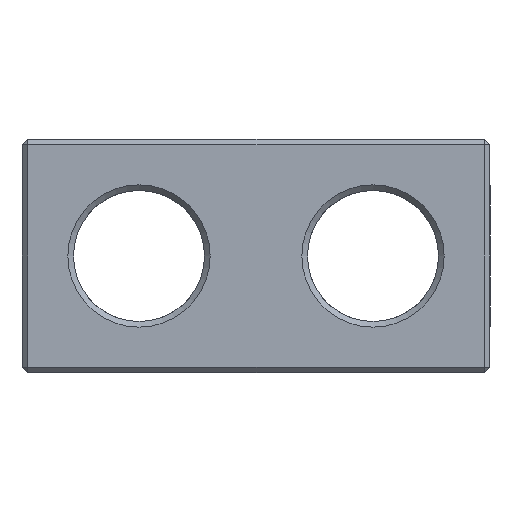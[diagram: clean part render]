
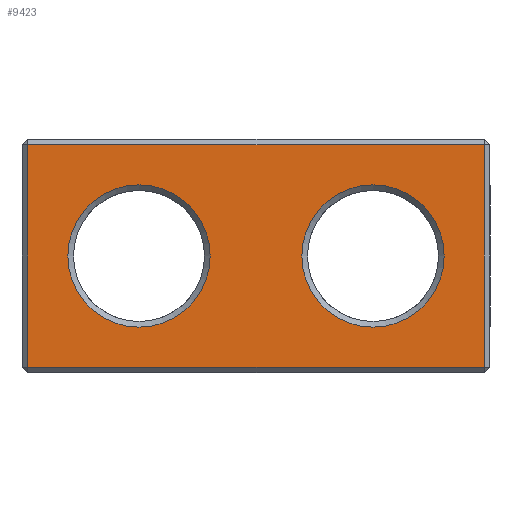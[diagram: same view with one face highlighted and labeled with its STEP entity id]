
A CAD part, left-side view. The second image highlights one B-rep face of the part: STEP entity #9423.
In plain terms, the highlighted planar face has unit normal (-1, 0, 0).
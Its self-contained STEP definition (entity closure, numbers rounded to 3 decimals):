
#1075 = PLANE('',#1076);
#1076 = AXIS2_PLACEMENT_3D('',#1077,#1078,#1079);
#1077 = CARTESIAN_POINT('',(-56.1,18.75,0.15));
#1078 = DIRECTION('',(-0.707,0.,
    -0.707));
#1079 = DIRECTION('',(0.,1.,0.));
#4578 = CONICAL_SURFACE('',#4579,3.5,0.785);
#4579 = AXIS2_PLACEMENT_3D('',#4580,#4581,#4582);
#4580 = CARTESIAN_POINT('',(-55.95,0.,6.25));
#4581 = DIRECTION('',(-1.,-0.,-0.));
#4582 = DIRECTION('',(0.,0.,1.));
#5459 = VERTEX_POINT('',#5460);
#5460 = CARTESIAN_POINT('',(-56.25,18.45,0.3));
#5481 = EDGE_CURVE('',#5459,#5482,#5484,.T.);
#5482 = VERTEX_POINT('',#5483);
#5483 = CARTESIAN_POINT('',(-56.25,-5.95,0.3));
#5484 = SURFACE_CURVE('',#5485,(#5489,#5496),.PCURVE_S1.);
#5485 = LINE('',#5486,#5487);
#5486 = CARTESIAN_POINT('',(-56.25,18.75,0.3));
#5487 = VECTOR('',#5488,1.);
#5488 = DIRECTION('',(0.,-1.,0.));
#5489 = PCURVE('',#1075,#5490);
#5490 = DEFINITIONAL_REPRESENTATION('',(#5491),#5495);
#5491 = LINE('',#5492,#5493);
#5492 = CARTESIAN_POINT('',(-0.,-0.212));
#5493 = VECTOR('',#5494,1.);
#5494 = DIRECTION('',(-1.,0.));
#5495 = ( GEOMETRIC_REPRESENTATION_CONTEXT(2) 
PARAMETRIC_REPRESENTATION_CONTEXT() REPRESENTATION_CONTEXT('2D SPACE',''
  ) );
#5496 = PCURVE('',#5497,#5502);
#5497 = PLANE('',#5498);
#5498 = AXIS2_PLACEMENT_3D('',#5499,#5500,#5501);
#5499 = CARTESIAN_POINT('',(-56.25,18.75,0.));
#5500 = DIRECTION('',(1.,0.,0.));
#5501 = DIRECTION('',(0.,-1.,0.));
#5502 = DEFINITIONAL_REPRESENTATION('',(#5503),#5507);
#5503 = LINE('',#5504,#5505);
#5504 = CARTESIAN_POINT('',(0.,-0.3));
#5505 = VECTOR('',#5506,1.);
#5506 = DIRECTION('',(1.,0.));
#5507 = ( GEOMETRIC_REPRESENTATION_CONTEXT(2) 
PARAMETRIC_REPRESENTATION_CONTEXT() REPRESENTATION_CONTEXT('2D SPACE',''
  ) );
#7910 = CONICAL_SURFACE('',#7911,3.5,0.785);
#7911 = AXIS2_PLACEMENT_3D('',#7912,#7913,#7914);
#7912 = CARTESIAN_POINT('',(-55.95,12.5,6.25));
#7913 = DIRECTION('',(-1.,-0.,0.));
#7914 = DIRECTION('',(0.,0.,1.));
#8244 = VERTEX_POINT('',#8245);
#8245 = CARTESIAN_POINT('',(-56.25,0.,10.05)
  );
#8266 = EDGE_CURVE('',#8244,#8244,#8267,.T.);
#8267 = SURFACE_CURVE('',#8268,(#8273,#8280),.PCURVE_S1.);
#8268 = CIRCLE('',#8269,3.8);
#8269 = AXIS2_PLACEMENT_3D('',#8270,#8271,#8272);
#8270 = CARTESIAN_POINT('',(-56.25,0.,6.25));
#8271 = DIRECTION('',(-1.,0.,0.));
#8272 = DIRECTION('',(0.,0.,1.));
#8273 = PCURVE('',#4578,#8274);
#8274 = DEFINITIONAL_REPRESENTATION('',(#8275),#8279);
#8275 = LINE('',#8276,#8277);
#8276 = CARTESIAN_POINT('',(0.,0.3));
#8277 = VECTOR('',#8278,1.);
#8278 = DIRECTION('',(1.,0.));
#8279 = ( GEOMETRIC_REPRESENTATION_CONTEXT(2) 
PARAMETRIC_REPRESENTATION_CONTEXT() REPRESENTATION_CONTEXT('2D SPACE',''
  ) );
#8280 = PCURVE('',#5497,#8281);
#8281 = DEFINITIONAL_REPRESENTATION('',(#8282),#8290);
#8282 = ( BOUNDED_CURVE() B_SPLINE_CURVE(2,(#8283,#8284,#8285,#8286,
#8287,#8288,#8289),.UNSPECIFIED.,.T.,.F.) B_SPLINE_CURVE_WITH_KNOTS((1,2
    ,2,2,2,1),(-2.094,0.,2.094,4.189,
6.283,8.378),.UNSPECIFIED.) CURVE() 
GEOMETRIC_REPRESENTATION_ITEM() RATIONAL_B_SPLINE_CURVE((1.,0.5,1.,0.5,
1.,0.5,1.)) REPRESENTATION_ITEM('') );
#8283 = CARTESIAN_POINT('',(18.75,-10.05));
#8284 = CARTESIAN_POINT('',(12.168,-10.05));
#8285 = CARTESIAN_POINT('',(15.459,-4.35));
#8286 = CARTESIAN_POINT('',(18.75,1.35));
#8287 = CARTESIAN_POINT('',(22.041,-4.35));
#8288 = CARTESIAN_POINT('',(25.332,-10.05));
#8289 = CARTESIAN_POINT('',(18.75,-10.05));
#8290 = ( GEOMETRIC_REPRESENTATION_CONTEXT(2) 
PARAMETRIC_REPRESENTATION_CONTEXT() REPRESENTATION_CONTEXT('2D SPACE',''
  ) );
#8425 = PLANE('',#8426);
#8426 = AXIS2_PLACEMENT_3D('',#8427,#8428,#8429);
#8427 = CARTESIAN_POINT('',(-56.1,18.6,0.));
#8428 = DIRECTION('',(-0.707,0.707,0.)
  );
#8429 = DIRECTION('',(0.,0.,-1.));
#9214 = PLANE('',#9215);
#9215 = AXIS2_PLACEMENT_3D('',#9216,#9217,#9218);
#9216 = CARTESIAN_POINT('',(-56.1,-6.1,0.));
#9217 = DIRECTION('',(-0.707,-0.707,0.
    ));
#9218 = DIRECTION('',(0.,0.,-1.));
#9423 = ADVANCED_FACE('',(#9424,#9499,#9529),#5497,.F.);
#9424 = FACE_BOUND('',#9425,.F.);
#9425 = EDGE_LOOP('',(#9426,#9456,#9477,#9478));
#9426 = ORIENTED_EDGE('',*,*,#9427,.T.);
#9427 = EDGE_CURVE('',#9428,#9430,#9432,.T.);
#9428 = VERTEX_POINT('',#9429);
#9429 = CARTESIAN_POINT('',(-56.25,18.45,12.2));
#9430 = VERTEX_POINT('',#9431);
#9431 = CARTESIAN_POINT('',(-56.25,-5.95,12.2));
#9432 = SURFACE_CURVE('',#9433,(#9437,#9444),.PCURVE_S1.);
#9433 = LINE('',#9434,#9435);
#9434 = CARTESIAN_POINT('',(-56.25,18.75,12.2));
#9435 = VECTOR('',#9436,1.);
#9436 = DIRECTION('',(0.,-1.,0.));
#9437 = PCURVE('',#5497,#9438);
#9438 = DEFINITIONAL_REPRESENTATION('',(#9439),#9443);
#9439 = LINE('',#9440,#9441);
#9440 = CARTESIAN_POINT('',(0.,-12.2));
#9441 = VECTOR('',#9442,1.);
#9442 = DIRECTION('',(1.,0.));
#9443 = ( GEOMETRIC_REPRESENTATION_CONTEXT(2) 
PARAMETRIC_REPRESENTATION_CONTEXT() REPRESENTATION_CONTEXT('2D SPACE',''
  ) );
#9444 = PCURVE('',#9445,#9450);
#9445 = PLANE('',#9446);
#9446 = AXIS2_PLACEMENT_3D('',#9447,#9448,#9449);
#9447 = CARTESIAN_POINT('',(-56.1,18.75,12.35));
#9448 = DIRECTION('',(0.707,0.,-0.707
    ));
#9449 = DIRECTION('',(0.,1.,0.));
#9450 = DEFINITIONAL_REPRESENTATION('',(#9451),#9455);
#9451 = LINE('',#9452,#9453);
#9452 = CARTESIAN_POINT('',(0.,-0.212));
#9453 = VECTOR('',#9454,1.);
#9454 = DIRECTION('',(-1.,0.));
#9455 = ( GEOMETRIC_REPRESENTATION_CONTEXT(2) 
PARAMETRIC_REPRESENTATION_CONTEXT() REPRESENTATION_CONTEXT('2D SPACE',''
  ) );
#9456 = ORIENTED_EDGE('',*,*,#9457,.F.);
#9457 = EDGE_CURVE('',#5482,#9430,#9458,.T.);
#9458 = SURFACE_CURVE('',#9459,(#9463,#9470),.PCURVE_S1.);
#9459 = LINE('',#9460,#9461);
#9460 = CARTESIAN_POINT('',(-56.25,-5.95,0.));
#9461 = VECTOR('',#9462,1.);
#9462 = DIRECTION('',(0.,0.,1.));
#9463 = PCURVE('',#5497,#9464);
#9464 = DEFINITIONAL_REPRESENTATION('',(#9465),#9469);
#9465 = LINE('',#9466,#9467);
#9466 = CARTESIAN_POINT('',(24.7,0.));
#9467 = VECTOR('',#9468,1.);
#9468 = DIRECTION('',(0.,-1.));
#9469 = ( GEOMETRIC_REPRESENTATION_CONTEXT(2) 
PARAMETRIC_REPRESENTATION_CONTEXT() REPRESENTATION_CONTEXT('2D SPACE',''
  ) );
#9470 = PCURVE('',#9214,#9471);
#9471 = DEFINITIONAL_REPRESENTATION('',(#9472),#9476);
#9472 = LINE('',#9473,#9474);
#9473 = CARTESIAN_POINT('',(0.,-0.212));
#9474 = VECTOR('',#9475,1.);
#9475 = DIRECTION('',(-1.,0.));
#9476 = ( GEOMETRIC_REPRESENTATION_CONTEXT(2) 
PARAMETRIC_REPRESENTATION_CONTEXT() REPRESENTATION_CONTEXT('2D SPACE',''
  ) );
#9477 = ORIENTED_EDGE('',*,*,#5481,.F.);
#9478 = ORIENTED_EDGE('',*,*,#9479,.T.);
#9479 = EDGE_CURVE('',#5459,#9428,#9480,.T.);
#9480 = SURFACE_CURVE('',#9481,(#9485,#9492),.PCURVE_S1.);
#9481 = LINE('',#9482,#9483);
#9482 = CARTESIAN_POINT('',(-56.25,18.45,0.));
#9483 = VECTOR('',#9484,1.);
#9484 = DIRECTION('',(0.,0.,1.));
#9485 = PCURVE('',#5497,#9486);
#9486 = DEFINITIONAL_REPRESENTATION('',(#9487),#9491);
#9487 = LINE('',#9488,#9489);
#9488 = CARTESIAN_POINT('',(0.3,0.));
#9489 = VECTOR('',#9490,1.);
#9490 = DIRECTION('',(0.,-1.));
#9491 = ( GEOMETRIC_REPRESENTATION_CONTEXT(2) 
PARAMETRIC_REPRESENTATION_CONTEXT() REPRESENTATION_CONTEXT('2D SPACE',''
  ) );
#9492 = PCURVE('',#8425,#9493);
#9493 = DEFINITIONAL_REPRESENTATION('',(#9494),#9498);
#9494 = LINE('',#9495,#9496);
#9495 = CARTESIAN_POINT('',(0.,0.212));
#9496 = VECTOR('',#9497,1.);
#9497 = DIRECTION('',(-1.,0.));
#9498 = ( GEOMETRIC_REPRESENTATION_CONTEXT(2) 
PARAMETRIC_REPRESENTATION_CONTEXT() REPRESENTATION_CONTEXT('2D SPACE',''
  ) );
#9499 = FACE_BOUND('',#9500,.F.);
#9500 = EDGE_LOOP('',(#9501));
#9501 = ORIENTED_EDGE('',*,*,#9502,.T.);
#9502 = EDGE_CURVE('',#9503,#9503,#9505,.T.);
#9503 = VERTEX_POINT('',#9504);
#9504 = CARTESIAN_POINT('',(-56.25,12.5,10.05));
#9505 = SURFACE_CURVE('',#9506,(#9511,#9522),.PCURVE_S1.);
#9506 = CIRCLE('',#9507,3.8);
#9507 = AXIS2_PLACEMENT_3D('',#9508,#9509,#9510);
#9508 = CARTESIAN_POINT('',(-56.25,12.5,6.25));
#9509 = DIRECTION('',(-1.,0.,0.));
#9510 = DIRECTION('',(0.,0.,1.));
#9511 = PCURVE('',#5497,#9512);
#9512 = DEFINITIONAL_REPRESENTATION('',(#9513),#9521);
#9513 = ( BOUNDED_CURVE() B_SPLINE_CURVE(2,(#9514,#9515,#9516,#9517,
#9518,#9519,#9520),.UNSPECIFIED.,.T.,.F.) B_SPLINE_CURVE_WITH_KNOTS((1,2
    ,2,2,2,1),(-2.094,0.,2.094,4.189,
6.283,8.378),.UNSPECIFIED.) CURVE() 
GEOMETRIC_REPRESENTATION_ITEM() RATIONAL_B_SPLINE_CURVE((1.,0.5,1.,0.5,
1.,0.5,1.)) REPRESENTATION_ITEM('') );
#9514 = CARTESIAN_POINT('',(6.25,-10.05));
#9515 = CARTESIAN_POINT('',(-0.332,-10.05));
#9516 = CARTESIAN_POINT('',(2.959,-4.35));
#9517 = CARTESIAN_POINT('',(6.25,1.35));
#9518 = CARTESIAN_POINT('',(9.541,-4.35));
#9519 = CARTESIAN_POINT('',(12.832,-10.05));
#9520 = CARTESIAN_POINT('',(6.25,-10.05));
#9521 = ( GEOMETRIC_REPRESENTATION_CONTEXT(2) 
PARAMETRIC_REPRESENTATION_CONTEXT() REPRESENTATION_CONTEXT('2D SPACE',''
  ) );
#9522 = PCURVE('',#7910,#9523);
#9523 = DEFINITIONAL_REPRESENTATION('',(#9524),#9528);
#9524 = LINE('',#9525,#9526);
#9525 = CARTESIAN_POINT('',(0.,0.3));
#9526 = VECTOR('',#9527,1.);
#9527 = DIRECTION('',(1.,0.));
#9528 = ( GEOMETRIC_REPRESENTATION_CONTEXT(2) 
PARAMETRIC_REPRESENTATION_CONTEXT() REPRESENTATION_CONTEXT('2D SPACE',''
  ) );
#9529 = FACE_BOUND('',#9530,.F.);
#9530 = EDGE_LOOP('',(#9531));
#9531 = ORIENTED_EDGE('',*,*,#8266,.T.);
